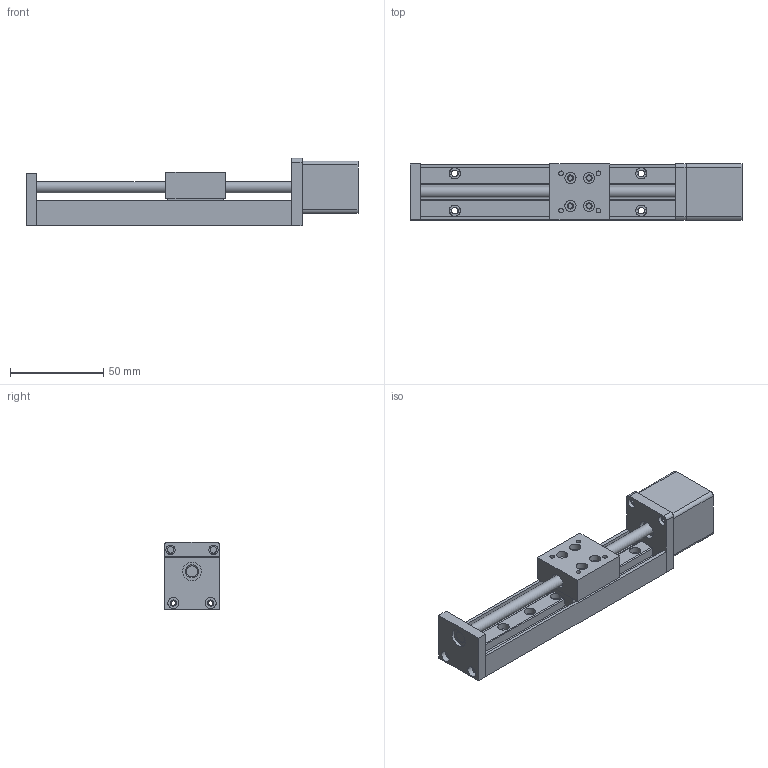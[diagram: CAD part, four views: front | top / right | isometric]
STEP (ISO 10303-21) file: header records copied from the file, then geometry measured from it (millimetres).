
FILE_DESCRIPTION(/* description */ (''),/* implementation_level */ '2;1');
FILE_NAME(/* name */ 'GX28-100行程.stp',/* time_stamp */ '2023-07-21T17:02:08+08:00',/* author */ (''),/* organization */ (''),/* preprocessor_version */ 'ST-DEVELOPER v16',/* originating_system */ 'SIEMENS PLM Software NX 10.0',/* authorisation */ '');
FILE_SCHEMA (('AP203_CONFIGURATION_CONTROLLED_3D_DESIGN_OF_MECHANICAL_PARTS_AND_ASSEMBLIES_MIM_LF { 1 0 10303 403 2 1 2}'));
Length unit declared in the file: millimetre
Products named in the file (1): AdmiE4AC6E40x5jz
Bounding box: 178 x 30 x 36 mm (x, y, z)
Volume: 83473.1 mm3; surface area: 45707.3 mm2
Topology: 10 solids, 10 shells, 230 faces, 570 edges, 385 vertices
Faces by surface type: plane 119, cylinder 103, torus 6, cone 2
Full cylindrical faces by diameter (mm): 2.5 x23, 3.3 x8, 3.5 x21, 5 x4, 6 x22, 8 x1, 10 x3, 11 x1, 13 x2, 22 x2
Entity records: 6842 total; most frequent: CARTESIAN_POINT 1601, DIRECTION 1086, ORIENTED_EDGE 860, AXIS2_PLACEMENT_3D 445, EDGE_LOOP 440, EDGE_CURVE 430, FACE_BOUND 352, VERTEX_POINT 340
